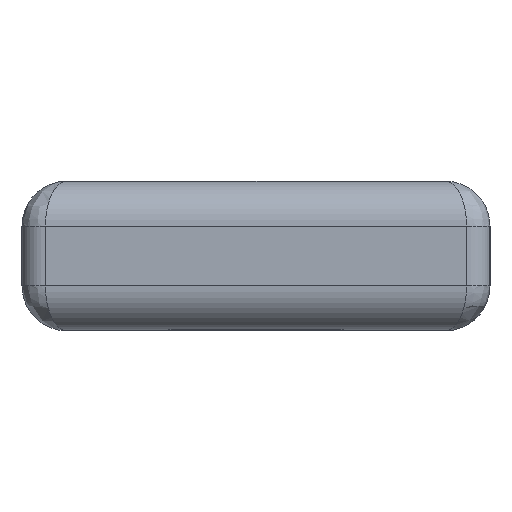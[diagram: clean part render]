
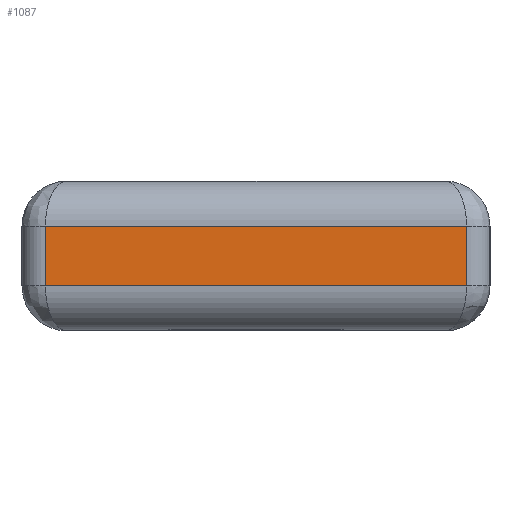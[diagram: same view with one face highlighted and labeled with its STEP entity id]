
A CAD part, left-side view. The second image highlights one B-rep face of the part: STEP entity #1087.
In plain terms, the highlighted planar face has unit normal (-1, 0, 0).
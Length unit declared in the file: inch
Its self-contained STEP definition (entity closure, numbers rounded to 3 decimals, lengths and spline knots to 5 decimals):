
#1087=ADVANCED_FACE('',(#2425),#2076,.T.);
#2076=PLANE('',#17560);
#2425=FACE_OUTER_BOUND('',#4468,.T.);
#4468=EDGE_LOOP('',(#5776,#5777,#5778,#5779));
#5776=ORIENTED_EDGE('',*,*,#12432,.T.);
#5777=ORIENTED_EDGE('',*,*,#12433,.T.);
#5778=ORIENTED_EDGE('',*,*,#12434,.T.);
#5779=ORIENTED_EDGE('',*,*,#12435,.T.);
#10840=VERTEX_POINT('',#24839);
#10841=VERTEX_POINT('',#24840);
#10842=VERTEX_POINT('',#24842);
#10843=VERTEX_POINT('',#24844);
#12432=EDGE_CURVE('',#10840,#10841,#14846,.T.);
#12433=EDGE_CURVE('',#10841,#10842,#14847,.T.);
#12434=EDGE_CURVE('',#10842,#10843,#14848,.T.);
#12435=EDGE_CURVE('',#10843,#10840,#14849,.T.);
#14846=LINE('',#24838,#16200);
#14847=LINE('',#24841,#16201);
#14848=LINE('',#24843,#16202);
#14849=LINE('',#24845,#16203);
#16200=VECTOR('',#19428,1.);
#16201=VECTOR('',#19429,1.);
#16202=VECTOR('',#19430,1.);
#16203=VECTOR('',#19431,1.);
#17560=AXIS2_PLACEMENT_3D('',#24846,#19432,#19433);
#19428=DIRECTION('',(0.,0.,-1.));
#19429=DIRECTION('',(0.,-1.,0.));
#19430=DIRECTION('',(0.,0.,1.));
#19431=DIRECTION('',(0.,1.,0.));
#19432=DIRECTION('',(-1.,0.,0.));
#19433=DIRECTION('',(0.,0.,1.));
#24838=CARTESIAN_POINT('',(0.,0.59375,0.));
#24839=CARTESIAN_POINT('',(0.,0.59375,0.14));
#24840=CARTESIAN_POINT('',(0.,0.59375,0.06));
#24841=CARTESIAN_POINT('',(0.,0.3125,0.06));
#24842=CARTESIAN_POINT('',(0.,0.03125,0.06));
#24843=CARTESIAN_POINT('',(0.,0.03125,0.));
#24844=CARTESIAN_POINT('',(0.,0.03125,0.14));
#24845=CARTESIAN_POINT('',(0.,0.3125,0.14));
#24846=CARTESIAN_POINT('',(0.,0.3125,0.));
